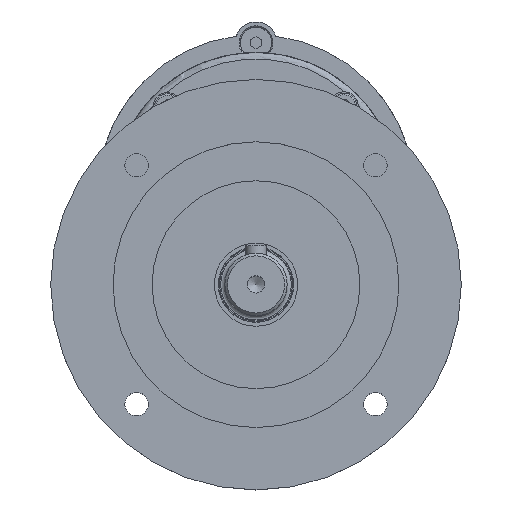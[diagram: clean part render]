
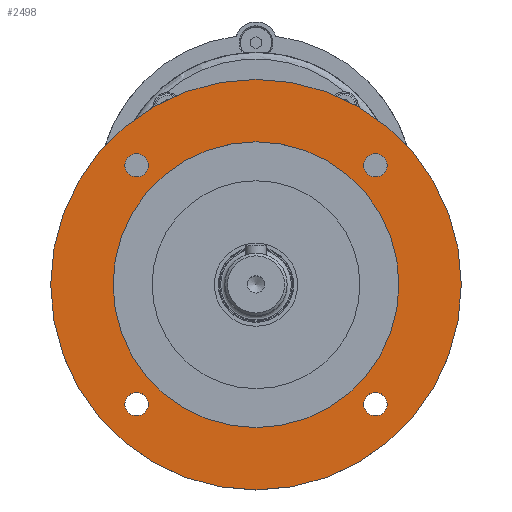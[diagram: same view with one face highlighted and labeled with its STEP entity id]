
A CAD part, top view. The second image highlights one B-rep face of the part: STEP entity #2498.
In plain terms, the highlighted planar face has unit normal (0, 0, 1).
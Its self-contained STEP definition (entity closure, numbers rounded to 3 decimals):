
#1157=CARTESIAN_POINT('',(50.462,-81.212,85.));
#1158=VERTEX_POINT('',#1157);
#1159=CARTESIAN_POINT('',(45.962,-81.212,85.));
#1160=DIRECTION('',(0.0,0.0,-1.0));
#1161=DIRECTION('',(-1.0,0.0,0.0));
#1162=AXIS2_PLACEMENT_3D('',#1159,#1160,#1161);
#1163=CIRCLE('',#1162,4.5);
#1164=EDGE_CURVE('',#1158,#1158,#1163,.T.);
#1185=CARTESIAN_POINT('',(-41.462,-81.212,85.));
#1186=VERTEX_POINT('',#1185);
#1187=CARTESIAN_POINT('',(-45.962,-81.212,85.));
#1188=DIRECTION('',(0.0,0.0,-1.0));
#1189=DIRECTION('',(-1.0,0.0,0.0));
#1190=AXIS2_PLACEMENT_3D('',#1187,#1188,#1189);
#1191=CIRCLE('',#1190,4.5);
#1192=EDGE_CURVE('',#1186,#1186,#1191,.T.);
#1213=CARTESIAN_POINT('',(-41.462,10.712,85.));
#1214=VERTEX_POINT('',#1213);
#1215=CARTESIAN_POINT('',(-45.962,10.712,85.));
#1216=DIRECTION('',(0.0,0.0,-1.0));
#1217=DIRECTION('',(-1.0,0.0,0.0));
#1218=AXIS2_PLACEMENT_3D('',#1215,#1216,#1217);
#1219=CIRCLE('',#1218,4.5);
#1220=EDGE_CURVE('',#1214,#1214,#1219,.T.);
#1241=CARTESIAN_POINT('',(50.462,10.712,85.));
#1242=VERTEX_POINT('',#1241);
#1243=CARTESIAN_POINT('',(45.962,10.712,85.));
#1244=DIRECTION('',(0.0,0.0,-1.0));
#1245=DIRECTION('',(-1.0,0.0,0.0));
#1246=AXIS2_PLACEMENT_3D('',#1243,#1244,#1245);
#1247=CIRCLE('',#1246,4.5);
#1248=EDGE_CURVE('',#1242,#1242,#1247,.T.);
#2452=CARTESIAN_POINT('',(0.,19.75,85.));
#2453=VERTEX_POINT('',#2452);
#2454=CARTESIAN_POINT('',(0.,-35.25,85.));
#2455=DIRECTION('',(0.0,0.0,1.0));
#2456=DIRECTION('',(0.0,1.0,0.0));
#2457=AXIS2_PLACEMENT_3D('',#2454,#2455,#2456);
#2458=CIRCLE('',#2457,55.);
#2459=EDGE_CURVE('',#2453,#2453,#2458,.T.);
#2467=CARTESIAN_POINT('',(0.,31.75,85.));
#2468=DIRECTION('',(0.0,0.0,-1.0));
#2469=DIRECTION('',(-1.0,0.0,0.0));
#2470=AXIS2_PLACEMENT_3D('',#2467,#2468,#2469);
#2471=PLANE('',#2470);
#2472=CARTESIAN_POINT('',(0.,43.75,85.));
#2473=VERTEX_POINT('',#2472);
#2474=CARTESIAN_POINT('',(0.,-35.25,85.));
#2475=DIRECTION('',(0.0,0.0,1.0));
#2476=DIRECTION('',(0.0,1.0,0.0));
#2477=AXIS2_PLACEMENT_3D('',#2474,#2475,#2476);
#2478=CIRCLE('',#2477,79.0);
#2479=EDGE_CURVE('',#2473,#2473,#2478,.T.);
#2480=ORIENTED_EDGE('',*,*,#2479,.T.);
#2481=EDGE_LOOP('',(#2480));
#2482=FACE_OUTER_BOUND('',#2481,.T.);
#2483=ORIENTED_EDGE('',*,*,#1164,.T.);
#2484=EDGE_LOOP('',(#2483));
#2485=FACE_BOUND('',#2484,.T.);
#2486=ORIENTED_EDGE('',*,*,#1192,.T.);
#2487=EDGE_LOOP('',(#2486));
#2488=FACE_BOUND('',#2487,.T.);
#2489=ORIENTED_EDGE('',*,*,#1220,.T.);
#2490=EDGE_LOOP('',(#2489));
#2491=FACE_BOUND('',#2490,.T.);
#2492=ORIENTED_EDGE('',*,*,#1248,.T.);
#2493=EDGE_LOOP('',(#2492));
#2494=FACE_BOUND('',#2493,.T.);
#2495=ORIENTED_EDGE('',*,*,#2459,.F.);
#2496=EDGE_LOOP('',(#2495));
#2497=FACE_BOUND('',#2496,.T.);
#2498=ADVANCED_FACE('',(#2482,#2485,#2488,#2491,#2494,#2497),#2471,.F.);
